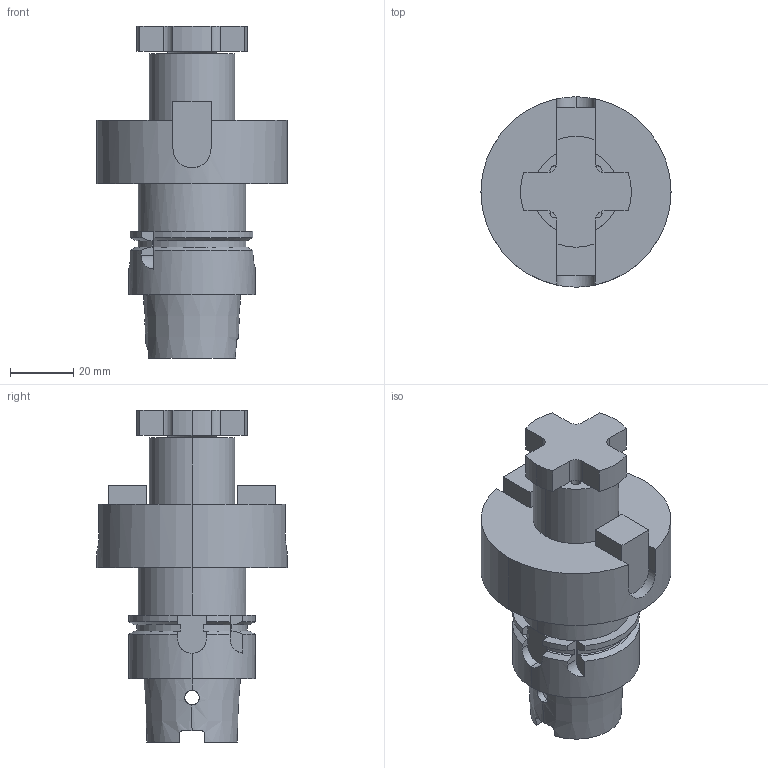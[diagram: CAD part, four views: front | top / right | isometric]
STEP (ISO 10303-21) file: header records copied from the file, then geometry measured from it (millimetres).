
FILE_DESCRIPTION (( 'STEP AP203' ), '1' );
FILE_NAME ('STP-SAKEM-71.157.27.055.STEP', '2021-03-19T08:48:44', ( '' ), ( '' ), 'SwSTEP 2.0', 'SolidWorks 2017', '' );
FILE_SCHEMA (( 'CONFIG_CONTROL_DESIGN' ));
Length unit declared in the file: millimetre
Products named in the file (1): STP-SAKEM-71.157.27.055
Bounding box: 60 x 60 x 104.76 mm (x, y, z)
Volume: 111410.1 mm3; surface area: 25742.8 mm2
Topology: 1 solids, 1 shells, 159 faces, 435 edges, 281 vertices
Faces by surface type: cylinder 72, plane 69, cone 12, torus 6
Entity records: 6030 total; most frequent: CARTESIAN_POINT 1954, ORIENTED_EDGE 870, DIRECTION 801, EDGE_CURVE 435, AXIS2_PLACEMENT_3D 294, VERTEX_POINT 281, LINE 213, VECTOR 213
